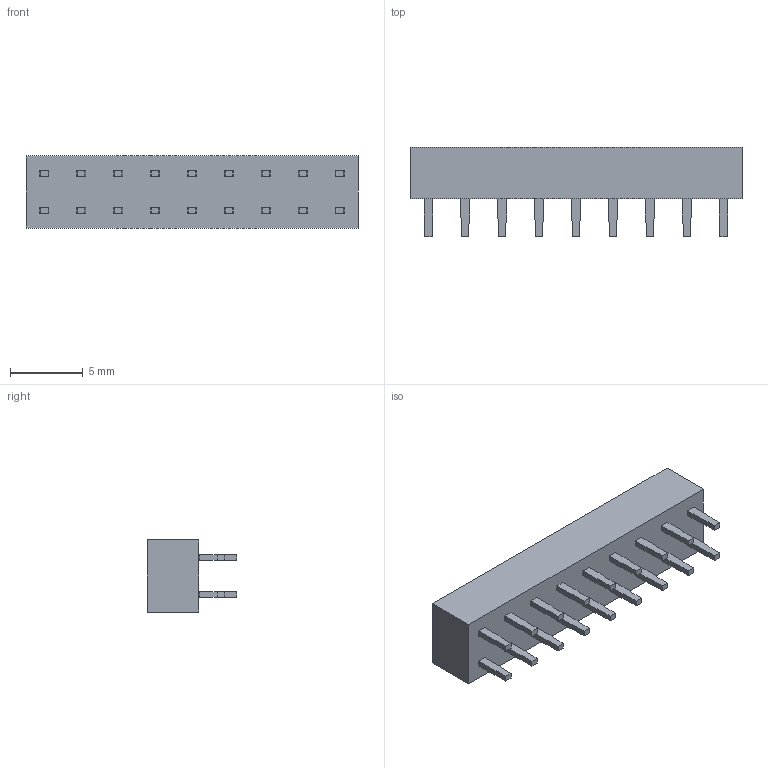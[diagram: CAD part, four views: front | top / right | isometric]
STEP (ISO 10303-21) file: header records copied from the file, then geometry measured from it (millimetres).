
FILE_DESCRIPTION( ('This file contains a STEP AP42 implementation' ,'as created by ZW3D STEP Interface translator.') ,'2;1' );
FILE_NAME( '2135T-2XXSXXCYNX1.stp' ,'23 419.115457', (''), ('ZWCAD Software Co.'), 'Version 1.0', 'ZW3D to STEP translator', '' );
FILE_SCHEMA(('AUTOMOTIVE_DESIGN { 1 0 10303 214 1 1 1 1 }'));
Length unit declared in the file: millimetre
Products named in the file (2): 0; 2135T-220SXXCYNX1
Bounding box: 22.86 x 6.15 x 5 mm (x, y, z)
Volume: 377.5 mm3; surface area: 956 mm2
Topology: 1 solids, 1 shells, 1104 faces, 3400 edges, 2244 vertices
Faces by surface type: plane 834, cylinder 216, bspline 54
Entity records: 49856 total; most frequent: CARTESIAN_POINT 24513, ORIENTED_EDGE 6800, EDGE_CURVE 3400, B_SPLINE_CURVE_WITH_KNOTS 3074, DIRECTION 2428, VERTEX_POINT 2244, EDGE_LOOP 1194, FACE_OUTER_BOUND 1104
